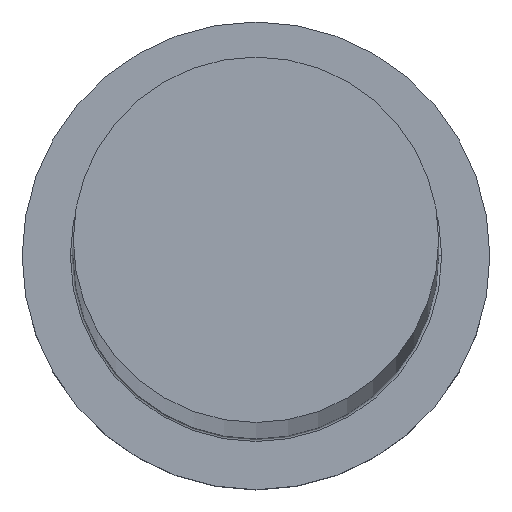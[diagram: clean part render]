
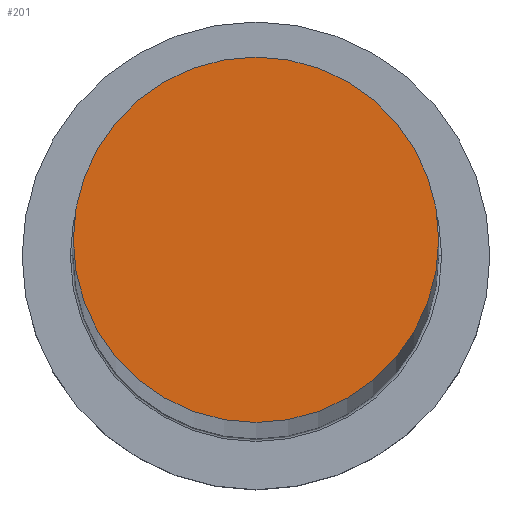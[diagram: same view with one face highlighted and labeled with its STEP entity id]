
A CAD part, top view. The second image highlights one B-rep face of the part: STEP entity #201.
In plain terms, the highlighted planar face has unit normal (0, 0, 1).
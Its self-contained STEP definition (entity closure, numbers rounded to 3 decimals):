
#8 = DIRECTION ( 'NONE',  ( 0., 0., 1. ) ) ;
#10 = CIRCLE ( 'NONE', #226, 12.5 ) ;
#34 = DIRECTION ( 'NONE',  ( 1., 0., 0. ) ) ;
#35 = DIRECTION ( 'NONE',  ( 1., 0., 0. ) ) ;
#52 = DIRECTION ( 'NONE',  ( 0., 0., 1. ) ) ;
#60 = EDGE_CURVE ( 'NONE', #72, #146, #10, .T. ) ;
#71 = EDGE_CURVE ( 'NONE', #146, #72, #95, .T. ) ;
#72 = VERTEX_POINT ( 'NONE', #170 ) ;
#75 = AXIS2_PLACEMENT_3D ( 'NONE', #150, #8, #34 ) ;
#77 = DIRECTION ( 'NONE',  ( 0., 0., 1. ) ) ;
#95 = CIRCLE ( 'NONE', #142, 12.5 ) ;
#97 = CARTESIAN_POINT ( 'NONE',  ( 0., 0., 640. ) ) ;
#113 = EDGE_LOOP ( 'NONE', ( #139, #305 ) ) ;
#124 = CARTESIAN_POINT ( 'NONE',  ( 0., 0., 640. ) ) ;
#139 = ORIENTED_EDGE ( 'NONE', *, *, #60, .T. ) ;
#142 = AXIS2_PLACEMENT_3D ( 'NONE', #124, #52, #35 ) ;
#146 = VERTEX_POINT ( 'NONE', #152 ) ;
#150 = CARTESIAN_POINT ( 'NONE',  ( 0., 0., 640. ) ) ;
#152 = CARTESIAN_POINT ( 'NONE',  ( 12.5, 0., 640. ) ) ;
#170 = CARTESIAN_POINT ( 'NONE',  ( -12.5, 0., 640. ) ) ;
#192 = DIRECTION ( 'NONE',  ( 1., 0., 0. ) ) ;
#201 = ADVANCED_FACE ( 'NONE', ( #241 ), #261, .T. ) ;
#226 = AXIS2_PLACEMENT_3D ( 'NONE', #97, #77, #192 ) ;
#241 = FACE_OUTER_BOUND ( 'NONE', #113, .T. ) ;
#261 = PLANE ( 'NONE',  #75 ) ;
#305 = ORIENTED_EDGE ( 'NONE', *, *, #71, .T. ) ;
